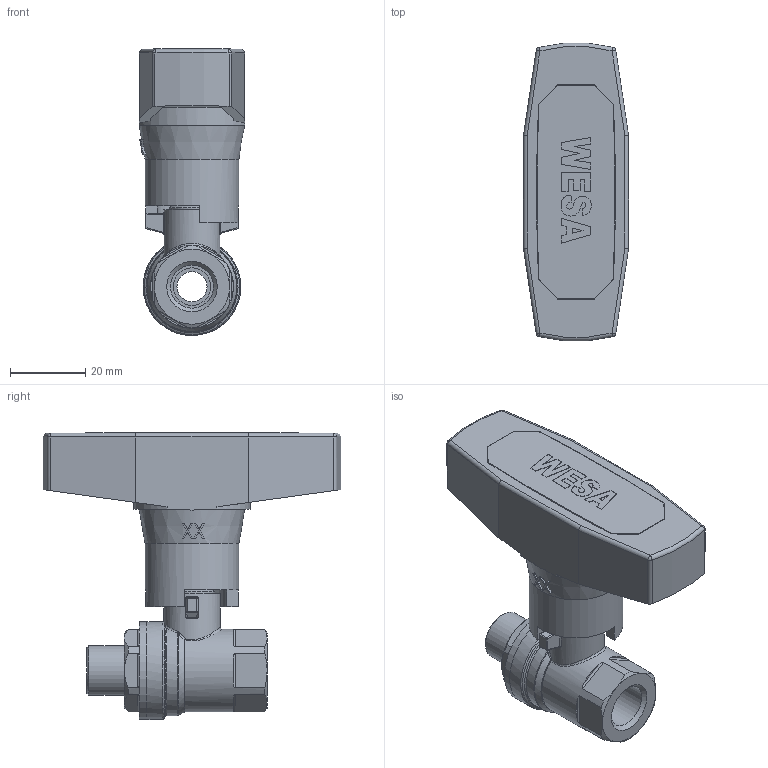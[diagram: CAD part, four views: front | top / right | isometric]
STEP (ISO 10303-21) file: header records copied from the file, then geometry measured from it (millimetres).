
FILE_DESCRIPTION(/* description */ ('Unknown','CAx-IF Rec.Pracs.---Representation and Presentation of Product Manufacturing Information (PMI)---4.0---2014-10-13','CAx-IF Rec.Pracs.---3D Tessellated Geometry---0.4---2014-09-14','2;1'),/* implementation_level */ '2;1');
FILE_NAME(/* name */ '9371-02',/* time_stamp */ '2024-02-19T11:37:40+01:00',/* author */ ('Unknown'),/* organization */ ('Unknown'),/* preprocessor_version */ 'ST-DEVELOPER v18.102',/* originating_system */ 'Solid Edge',/* authorisation */ 'Unknown');
FILE_SCHEMA (('MODEL_BASED_INTEGRATED_MANUFACTURING_SCHEMA','AP242_MANAGED_MODEL_BASED_3D_ENGINEERING_MIM_LF { 1 0 10303 442 1 1 4 }'));
Length unit declared in the file: millimetre
Products named in the file (12): 9371-02; 8.9361.010; Spindel-Zusammanbau-1_4; Spindeldichtung__1_4 - 3_8; Stopfbuchse__1_4 - 3_8; Spindel__1_4 - 3_8; 8.9361.010-Einschraubteil; Körper__1_4; T-Griff 3_8-3_4; Abdeckkappe-3_8-1_1_2_0; Neu-T-Griff-Al-3_8-3_4-a; Befestigungsschraube-1_2-3_4
Assembly tree (11 placements, depth 4):
  9371-02
    8.9361.010
      Spindel-Zusammanbau-1_4
        Spindeldichtung__1_4 - 3_8
        Stopfbuchse__1_4 - 3_8
        Spindel__1_4 - 3_8
      8.9361.010-Einschraubteil
      Körper__1_4
    T-Griff 3_8-3_4
      Abdeckkappe-3_8-1_1_2_0
      Neu-T-Griff-Al-3_8-3_4-a
      Befestigungsschraube-1_2-3_4
Bounding box: 28 x 79.22 x 76.4 mm (x, y, z)
Volume: 42199.6 mm3; surface area: 28072.4 mm2
Topology: 8 solids, 8 shells, 476 faces, 1204 edges, 763 vertices
Faces by surface type: plane 284, cylinder 107, cone 41, bspline 19, sphere 15, torus 10
Full cylindrical faces by diameter (mm): 3.4 x2, 5.4 x4, 8 x4, 8.1 x1, 8.3 x1, 10 x3, 10.5 x2, 10.647 x2, 10.7 x1, 11.445 x2, 12 x2, 13.157 x1, 15 x1, 16 x2, 18.1 x1, 18.917 x1, 19 x1, 20 x1, 22 x1, 23.2 x1, 25 x1, 26 x2
Entity records: 16398 total; most frequent: CARTESIAN_POINT 3531, DIRECTION 2319, ORIENTED_EDGE 2228, EDGE_CURVE 1114, AXIS2_PLACEMENT_3D 842, VERTEX_POINT 737, LINE 635, VECTOR 635
